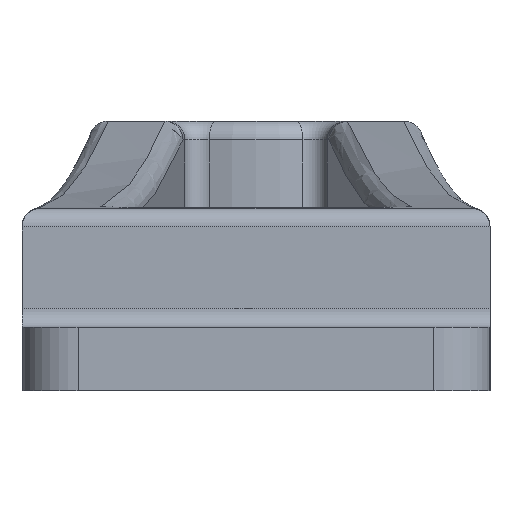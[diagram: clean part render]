
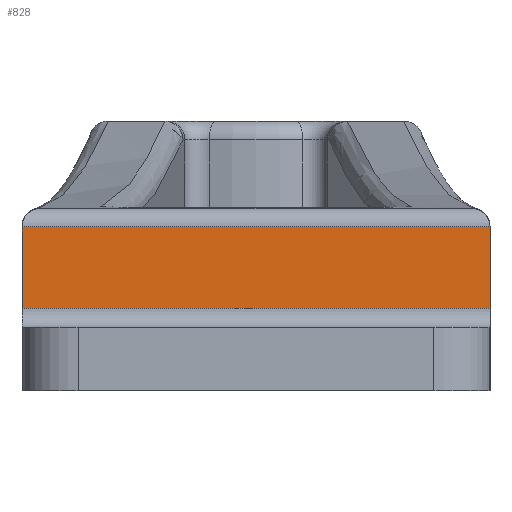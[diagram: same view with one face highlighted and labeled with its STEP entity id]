
A CAD part, front view. The second image highlights one B-rep face of the part: STEP entity #828.
In plain terms, the highlighted planar face has unit normal (0, -1, 0).
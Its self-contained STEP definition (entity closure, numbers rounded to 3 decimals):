
#18 = DIRECTION ( 'NONE',  ( 0., 0., -1. ) ) ;
#53 = EDGE_CURVE ( 'NONE', #1826, #1138, #1170, .T. ) ;
#136 = VERTEX_POINT ( 'NONE', #1712 ) ;
#153 = LINE ( 'NONE', #693, #1398 ) ;
#161 = ORIENTED_EDGE ( 'NONE', *, *, #1880, .T. ) ;
#221 = ORIENTED_EDGE ( 'NONE', *, *, #53, .T. ) ;
#234 = ORIENTED_EDGE ( 'NONE', *, *, #384, .F. ) ;
#312 = VECTOR ( 'NONE', #1169, 1000. ) ;
#335 = LINE ( 'NONE', #1145, #1983 ) ;
#371 = LINE ( 'NONE', #1395, #312 ) ;
#384 = EDGE_CURVE ( 'NONE', #136, #1282, #371, .T. ) ;
#585 = CARTESIAN_POINT ( 'NONE',  ( 25., 50.8, 17.5 ) ) ;
#640 = CARTESIAN_POINT ( 'NONE',  ( -25., 50.8, 8.8 ) ) ;
#693 = CARTESIAN_POINT ( 'NONE',  ( -25., 50.8, 28.8 ) ) ;
#799 = CARTESIAN_POINT ( 'NONE',  ( -25., 50.8, 28.8 ) ) ;
#828 = ADVANCED_FACE ( 'NONE', ( #1859 ), #1137, .F. ) ;
#906 = ORIENTED_EDGE ( 'NONE', *, *, #1856, .F. ) ;
#930 = CARTESIAN_POINT ( 'NONE',  ( -25., 50.8, 28.8 ) ) ;
#957 = CARTESIAN_POINT ( 'NONE',  ( -25., 50.8, 17.5 ) ) ;
#1076 = CARTESIAN_POINT ( 'NONE',  ( -25., 50.8, 17.505 ) ) ;
#1137 = PLANE ( 'NONE',  #1620 ) ;
#1138 = VERTEX_POINT ( 'NONE', #957 ) ;
#1145 = CARTESIAN_POINT ( 'NONE',  ( -25., 50.8, 17.505 ) ) ;
#1168 = DIRECTION ( 'NONE',  ( -1., 0., 0. ) ) ;
#1169 = DIRECTION ( 'NONE',  ( 0., 0., -1. ) ) ;
#1170 = LINE ( 'NONE', #799, #1948 ) ;
#1172 = VERTEX_POINT ( 'NONE', #640 ) ;
#1191 = CARTESIAN_POINT ( 'NONE',  ( 25., 50.8, 28.8 ) ) ;
#1196 = DIRECTION ( 'NONE',  ( 0., 0., -1. ) ) ;
#1235 = EDGE_CURVE ( 'NONE', #1172, #1356, #1748, .T. ) ;
#1269 = VECTOR ( 'NONE', #2047, 1000. ) ;
#1282 = VERTEX_POINT ( 'NONE', #585 ) ;
#1284 = EDGE_LOOP ( 'NONE', ( #234, #161, #221, #1820, #2039, #906 ) ) ;
#1319 = VECTOR ( 'NONE', #1196, 1000. ) ;
#1356 = VERTEX_POINT ( 'NONE', #1461 ) ;
#1395 = CARTESIAN_POINT ( 'NONE',  ( 25., 50.8, 28.8 ) ) ;
#1398 = VECTOR ( 'NONE', #1575, 1000. ) ;
#1461 = CARTESIAN_POINT ( 'NONE',  ( 25., 50.8, 8.8 ) ) ;
#1472 = DIRECTION ( 'NONE',  ( 0., 0., 1. ) ) ;
#1575 = DIRECTION ( 'NONE',  ( 0., 0., -1. ) ) ;
#1620 = AXIS2_PLACEMENT_3D ( 'NONE', #930, #1761, #1472 ) ;
#1712 = CARTESIAN_POINT ( 'NONE',  ( 25., 50.8, 17.505 ) ) ;
#1748 = LINE ( 'NONE', #1779, #1269 ) ;
#1761 = DIRECTION ( 'NONE',  ( 0., 1., 0. ) ) ;
#1779 = CARTESIAN_POINT ( 'NONE',  ( -25., 50.8, 8.8 ) ) ;
#1820 = ORIENTED_EDGE ( 'NONE', *, *, #2034, .T. ) ;
#1826 = VERTEX_POINT ( 'NONE', #1076 ) ;
#1856 = EDGE_CURVE ( 'NONE', #1282, #1356, #2020, .T. ) ;
#1859 = FACE_OUTER_BOUND ( 'NONE', #1284, .T. ) ;
#1880 = EDGE_CURVE ( 'NONE', #136, #1826, #335, .T. ) ;
#1948 = VECTOR ( 'NONE', #18, 1000. ) ;
#1983 = VECTOR ( 'NONE', #1168, 1000. ) ;
#2020 = LINE ( 'NONE', #1191, #1319 ) ;
#2034 = EDGE_CURVE ( 'NONE', #1138, #1172, #153, .T. ) ;
#2039 = ORIENTED_EDGE ( 'NONE', *, *, #1235, .T. ) ;
#2047 = DIRECTION ( 'NONE',  ( 1., 0., 0. ) ) ;
